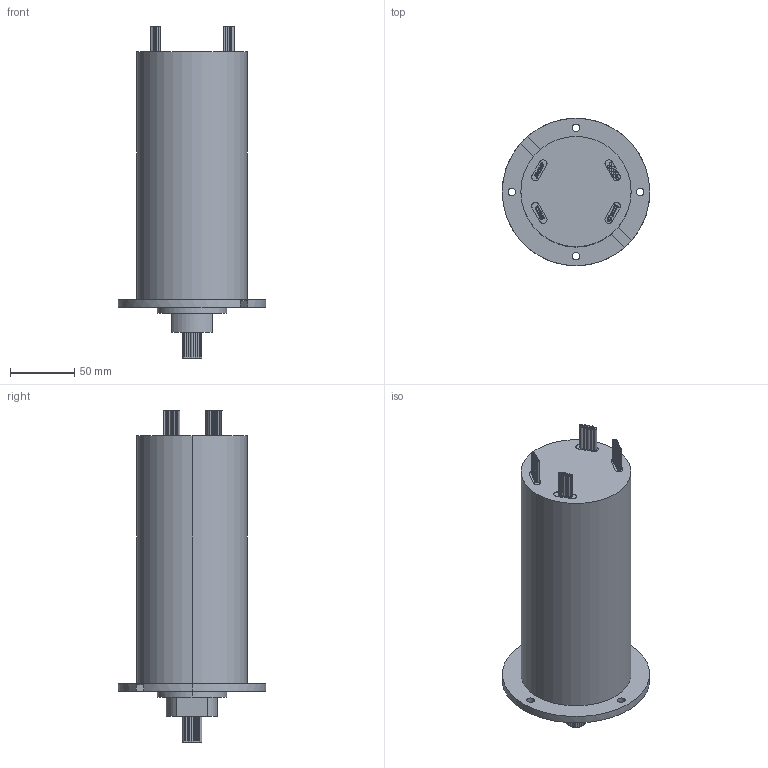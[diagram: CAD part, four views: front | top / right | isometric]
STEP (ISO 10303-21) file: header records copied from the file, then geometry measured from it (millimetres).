
FILE_DESCRIPTION (( 'STEP AP203' ), '1' );
FILE_NAME ('RX00723001.STEP', '2020-07-28T00:25:57', ( '微软用户' ), ( '微软中国' ), 'SwSTEP 2.0', 'SolidWorks 2014', '' );
FILE_SCHEMA (( 'CONFIG_CONTROL_DESIGN' ));
Length unit declared in the file: millimetre
Products named in the file (1): RX00723001
Bounding box: 115 x 115 x 258.8 mm (x, y, z)
Volume: 1212062.2 mm3; surface area: 87475.4 mm2
Topology: 1 solids, 1 shells, 345 faces, 720 edges, 480 vertices
Faces by surface type: cylinder 222, plane 123
Entity records: 9519 total; most frequent: DIRECTION 1864, CARTESIAN_POINT 1546, ORIENTED_EDGE 1440, AXIS2_PLACEMENT_3D 798, EDGE_CURVE 720, VERTEX_POINT 480, EDGE_LOOP 456, CIRCLE 452
